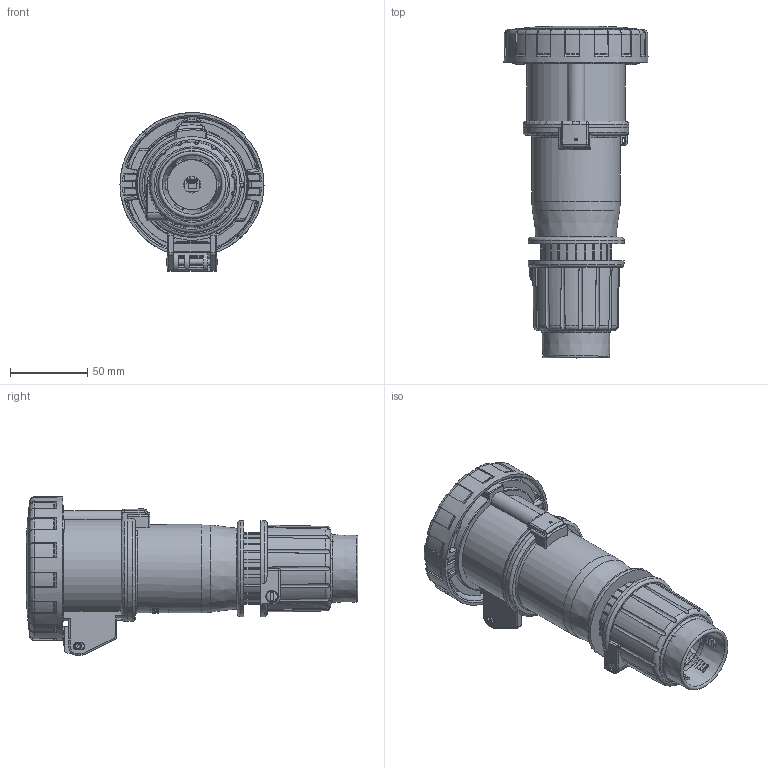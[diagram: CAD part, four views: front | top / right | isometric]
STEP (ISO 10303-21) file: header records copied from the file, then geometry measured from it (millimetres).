
FILE_DESCRIPTION(/* description */ (''),/* implementation_level */ '2;1');
FILE_NAME(/* name */ '4003575.stp',/* time_stamp */ '2019-03-01T11:15:14+01:00',/* author */ (''),/* organization */ (''),/* preprocessor_version */ 'ST-DEVELOPER v16.7',/* originating_system */ 'SIEMENS PLM Software NX 12.0',/* authorisation */ '');
FILE_SCHEMA (('AUTOMOTIVE_DESIGN { 1 0 10303 214 3 1 1 1 }'));
Products named in the file (1): bsom23CC53FBp0p2
Bounding box: 92.96 x 214.21 x 102.46 mm (x, y, z)
Volume: 257962.1 mm3; surface area: 223653.3 mm2
Topology: 14 solids, 14 shells, 1935 faces, 5194 edges, 3338 vertices
Faces by surface type: plane 772, cylinder 536, bspline 247, cone 182, torus 153, sphere 22, extrusion 20, revolution 3
Full cylindrical faces by diameter (mm): 1.5 x1, 1.8 x3, 2 x1, 2.4 x1, 2.7 x3, 3 x3, 3.5 x2, 4 x1, 4.2 x4, 4.3 x2, 4.4 x4, 4.5 x1, 5 x3, 5.5 x4, 6 x3, 6.9 x1, 7.3 x3, 7.938 x1, 8.5 x3, 9.4 x1, 10.5 x1, 11 x4, 13 x1, 14.3 x1, 14.4 x1, 17.5 x1, 17.6 x1, 20.6 x1, 20.7 x1, 23.8 x1
Entity records: 79400 total; most frequent: CARTESIAN_POINT 34140, ORIENTED_EDGE 9886, DIRECTION 8582, EDGE_CURVE 4943, AXIS2_PLACEMENT_3D 3288, VERTEX_POINT 3262, EDGE_LOOP 2225, VECTOR 2003
